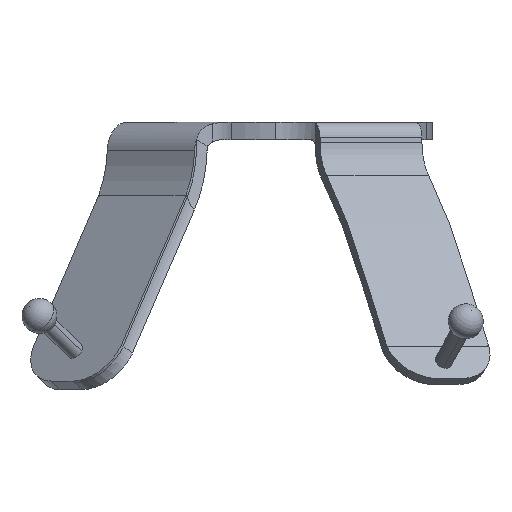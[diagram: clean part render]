
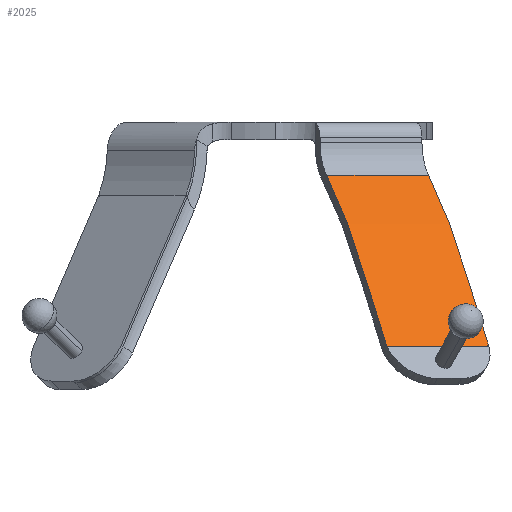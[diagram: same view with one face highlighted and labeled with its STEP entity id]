
A CAD part, left-side view. The second image highlights one B-rep face of the part: STEP entity #2025.
In plain terms, the highlighted free-form (B-spline) face has degree [1, 3] with [2, 10] control points.
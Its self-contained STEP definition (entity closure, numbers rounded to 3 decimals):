
#28 = CARTESIAN_POINT ( 'NONE',  ( -41.376, -33.678, -35.401 ) ) ;
#119 = DIRECTION ( 'NONE',  ( -0.526, -0.264, -0.809 ) ) ;
#253 = CARTESIAN_POINT ( 'NONE',  ( -20.83, -23.373, -6.047 ) ) ;
#535 = CARTESIAN_POINT ( 'NONE',  ( -40.847, -33.43, -34.6 ) ) ;
#549 = CARTESIAN_POINT ( 'NONE',  ( -29.607, -5.904, -6.047 ) ) ;
#556 = CARTESIAN_POINT ( 'NONE',  ( -24.449, -25.192, -9.583 ) ) ;
#588 = CARTESIAN_POINT ( 'NONE',  ( -35.478, -8.853, -12.379 ) ) ;
#613 = CARTESIAN_POINT ( 'NONE',  ( -42.729, -12.496, -23.4 ) ) ;
#679 = EDGE_LOOP ( 'NONE', ( #4759, #3284, #3621, #4333, #5078, #1753, #2983, #2010 ) ) ;
#686 = LINE ( 'NONE', #4526, #4121 ) ;
#715 = EDGE_CURVE ( 'NONE', #4620, #2614, #5750, .T. ) ;
#719 = B_SPLINE_CURVE_WITH_KNOTS ( 'NONE', 3,
 ( #28, #1848, #2225, #2300 ),
 .UNSPECIFIED., .F., .F.,
 ( 4, 4 ),
 ( 0., 0. ),
 .UNSPECIFIED. ) ;
#959 = CARTESIAN_POINT ( 'NONE',  ( -27.534, -26.742, -13.619 ) ) ;
#1052 = CARTESIAN_POINT ( 'NONE',  ( -40.991, -11.623, -20.584 ) ) ;
#1057 = CARTESIAN_POINT ( 'NONE',  ( -36.311, -9.272, -13.619 ) ) ;
#1072 = CARTESIAN_POINT ( 'NONE',  ( -47.851, -15.07, -31.853 ) ) ;
#1158 = CARTESIAN_POINT ( 'NONE',  ( -45.757, -24.957, -35.401 ) ) ;
#1475 = CARTESIAN_POINT ( 'NONE',  ( -32.215, -29.093, -20.584 ) ) ;
#1488 = EDGE_CURVE ( 'NONE', #4428, #2774, #719, .T. ) ;
#1541 = CARTESIAN_POINT ( 'NONE',  ( -32.215, -29.093, -20.584 ) ) ;
#1563 = CARTESIAN_POINT ( 'NONE',  ( -33.952, -29.966, -23.4 ) ) ;
#1573 = VERTEX_POINT ( 'NONE', #4589 ) ;
#1593 = CARTESIAN_POINT ( 'NONE',  ( -50.138, -16.237, -35.401 ) ) ;
#1753 = ORIENTED_EDGE ( 'NONE', *, *, #5613, .T. ) ;
#1778 = CARTESIAN_POINT ( 'NONE',  ( -49.89, -16.094, -35.009 ) ) ;
#1848 = CARTESIAN_POINT ( 'NONE',  ( -41.286, -33.645, -35.271 ) ) ;
#1860 = CARTESIAN_POINT ( 'NONE',  ( -41.376, -33.678, -35.401 ) ) ;
#2010 = ORIENTED_EDGE ( 'NONE', *, *, #3438, .T. ) ;
#2025 = ADVANCED_FACE ( 'NONE', ( #3452 ), #3735, .T. ) ;
#2096 = EDGE_CURVE ( 'NONE', #4428, #3144, #3379, .T. ) ;
#2225 = CARTESIAN_POINT ( 'NONE',  ( -41.198, -33.606, -35.14 ) ) ;
#2300 = CARTESIAN_POINT ( 'NONE',  ( -41.113, -33.564, -35.009 ) ) ;
#2341 = CARTESIAN_POINT ( 'NONE',  ( -42.729, -12.496, -23.4 ) ) ;
#2360 = CARTESIAN_POINT ( 'NONE',  ( -47.851, -15.07, -31.853 ) ) ;
#2382 = CARTESIAN_POINT ( 'NONE',  ( -49.624, -15.961, -34.6 ) ) ;
#2411 = CARTESIAN_POINT ( 'NONE',  ( -49.832, -16.065, -34.921 ) ) ;
#2477 = CARTESIAN_POINT ( 'NONE',  ( -39.074, -32.539, -31.853 ) ) ;
#2479 = DIRECTION ( 'NONE',  ( -0.449, 0.894, 0. ) ) ;
#2511 = DIRECTION ( 'NONE',  ( -0.449, 0.894, 0. ) ) ;
#2519 = VECTOR ( 'NONE', #2479, 1000. ) ;
#2614 = VERTEX_POINT ( 'NONE', #4277 ) ;
#2728 = CARTESIAN_POINT ( 'NONE',  ( -50.138, -16.237, -35.401 ) ) ;
#2737 = VECTOR ( 'NONE', #2511, 1000. ) ;
#2774 = VERTEX_POINT ( 'NONE', #5733 ) ;
#2886 = CARTESIAN_POINT ( 'NONE',  ( -31.396, -6.802, -7.232 ) ) ;
#2901 = CARTESIAN_POINT ( 'NONE',  ( -22.619, -24.272, -7.232 ) ) ;
#2923 = CARTESIAN_POINT ( 'NONE',  ( -26.277, -4.231, -3.073 ) ) ;
#2959 = EDGE_CURVE ( 'NONE', #5719, #2774, #686, .T. ) ;
#2983 = ORIENTED_EDGE ( 'NONE', *, *, #4972, .T. ) ;
#3104 = CARTESIAN_POINT ( 'NONE',  ( -49.89, -16.094, -35.009 ) ) ;
#3144 = VERTEX_POINT ( 'NONE', #1593 ) ;
#3219 = DIRECTION ( 'NONE',  ( -0.526, -0.264, -0.809 ) ) ;
#3284 = ORIENTED_EDGE ( 'NONE', *, *, #1488, .T. ) ;
#3310 = CARTESIAN_POINT ( 'NONE',  ( -17.501, -21.701, -3.073 ) ) ;
#3353 = CARTESIAN_POINT ( 'NONE',  ( -41.266, -33.64, -35.243 ) ) ;
#3379 = LINE ( 'NONE', #1158, #2519 ) ;
#3433 = B_SPLINE_CURVE_WITH_KNOTS ( 'NONE', 3,
 ( #549, #5031, #1057, #4637, #2341, #4615, #2360, #2382 ),
 .UNSPECIFIED., .F., .F.,
 ( 4, 2, 2, 4 ),
 ( 0.113, 0.5, 0.75, 1. ),
 .UNSPECIFIED. ) ;
#3438 = EDGE_CURVE ( 'NONE', #3790, #3144, #5629, .T. ) ;
#3452 = FACE_OUTER_BOUND ( 'NONE', #679, .T. ) ;
#3477 = VECTOR ( 'NONE', #3219, 1000. ) ;
#3490 = CARTESIAN_POINT ( 'NONE',  ( -50.251, -16.276, -35.564 ) ) ;
#3595 = CARTESIAN_POINT ( 'NONE',  ( -49.975, -16.137, -35.14 ) ) ;
#3621 = ORIENTED_EDGE ( 'NONE', *, *, #2959, .F. ) ;
#3681 = CARTESIAN_POINT ( 'NONE',  ( -20.83, -23.373, -6.047 ) ) ;
#3735 = B_SPLINE_SURFACE_WITH_KNOTS ( 'NONE', 1, 3, ( 
 ( #3310, #2901, #5088, #1541, #1563, #4261, #2477, #4672, #3353, #5600 ),
 ( #2923, #2886, #588, #1052, #613, #3759, #1072, #2411, #5534, #3490 ) ),
 .UNSPECIFIED., .F., .F., .F.,
 ( 2, 2 ),
 ( 4, 2, 2, 2, 4 ),
 ( 0., 1. ),
 ( 0., 0.5, 0.75, 1., 1.029 ),
 .UNSPECIFIED. ) ;
#3759 = CARTESIAN_POINT ( 'NONE',  ( -46.165, -14.223, -29.035 ) ) ;
#3790 = VERTEX_POINT ( 'NONE', #3104 ) ;
#3873 = B_SPLINE_CURVE_WITH_KNOTS ( 'NONE', 3,
 ( #3681, #556, #959, #1475, #4076, #4998, #5489, #535 ),
 .UNSPECIFIED., .F., .F.,
 ( 4, 2, 2, 4 ),
 ( 0.113, 0.5, 0.75, 1. ),
 .UNSPECIFIED. ) ;
#4076 = CARTESIAN_POINT ( 'NONE',  ( -33.952, -29.966, -23.4 ) ) ;
#4093 = CARTESIAN_POINT ( 'NONE',  ( -49.624, -15.961, -34.6 ) ) ;
#4121 = VECTOR ( 'NONE', #119, 1000. ) ;
#4261 = CARTESIAN_POINT ( 'NONE',  ( -37.388, -31.692, -29.035 ) ) ;
#4266 = CARTESIAN_POINT ( 'NONE',  ( -40.847, -33.43, -34.6 ) ) ;
#4277 = CARTESIAN_POINT ( 'NONE',  ( -29.607, -5.904, -6.047 ) ) ;
#4291 = CARTESIAN_POINT ( 'NONE',  ( -20.83, -23.373, -6.047 ) ) ;
#4333 = ORIENTED_EDGE ( 'NONE', *, *, #4898, .F. ) ;
#4428 = VERTEX_POINT ( 'NONE', #1860 ) ;
#4488 = CARTESIAN_POINT ( 'NONE',  ( -50.058, -16.184, -35.271 ) ) ;
#4526 = CARTESIAN_POINT ( 'NONE',  ( -40.847, -33.43, -34.6 ) ) ;
#4589 = CARTESIAN_POINT ( 'NONE',  ( -49.624, -15.961, -34.6 ) ) ;
#4615 = CARTESIAN_POINT ( 'NONE',  ( -46.165, -14.223, -29.035 ) ) ;
#4620 = VERTEX_POINT ( 'NONE', #4291 ) ;
#4637 = CARTESIAN_POINT ( 'NONE',  ( -40.991, -11.623, -20.584 ) ) ;
#4672 = CARTESIAN_POINT ( 'NONE',  ( -41.055, -33.534, -34.921 ) ) ;
#4759 = ORIENTED_EDGE ( 'NONE', *, *, #2096, .F. ) ;
#4898 = EDGE_CURVE ( 'NONE', #4620, #5719, #3873, .T. ) ;
#4972 = EDGE_CURVE ( 'NONE', #1573, #3790, #5128, .T. ) ;
#4998 = CARTESIAN_POINT ( 'NONE',  ( -37.388, -31.692, -29.035 ) ) ;
#5031 = CARTESIAN_POINT ( 'NONE',  ( -33.226, -7.722, -9.583 ) ) ;
#5078 = ORIENTED_EDGE ( 'NONE', *, *, #715, .T. ) ;
#5088 = CARTESIAN_POINT ( 'NONE',  ( -26.701, -26.323, -12.379 ) ) ;
#5128 = LINE ( 'NONE', #4093, #3477 ) ;
#5489 = CARTESIAN_POINT ( 'NONE',  ( -39.074, -32.539, -31.853 ) ) ;
#5534 = CARTESIAN_POINT ( 'NONE',  ( -50.043, -16.171, -35.243 ) ) ;
#5600 = CARTESIAN_POINT ( 'NONE',  ( -41.475, -33.745, -35.564 ) ) ;
#5613 = EDGE_CURVE ( 'NONE', #2614, #1573, #3433, .T. ) ;
#5629 = B_SPLINE_CURVE_WITH_KNOTS ( 'NONE', 3,
 ( #1778, #3595, #4488, #2728 ),
 .UNSPECIFIED., .F., .F.,
 ( 4, 4 ),
 ( 0., 0. ),
 .UNSPECIFIED. ) ;
#5719 = VERTEX_POINT ( 'NONE', #4266 ) ;
#5733 = CARTESIAN_POINT ( 'NONE',  ( -41.113, -33.564, -35.009 ) ) ;
#5750 = LINE ( 'NONE', #253, #2737 ) ;
